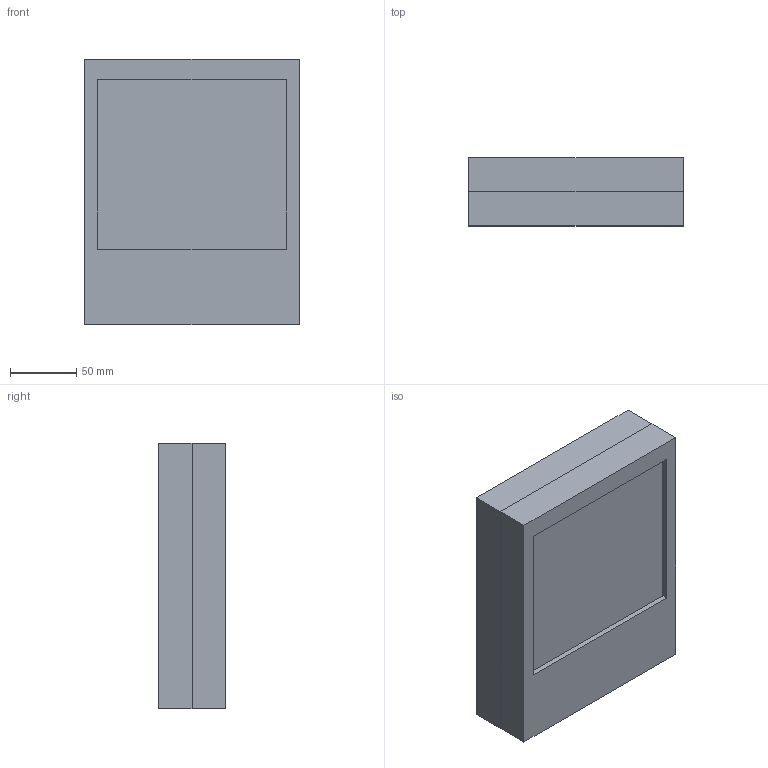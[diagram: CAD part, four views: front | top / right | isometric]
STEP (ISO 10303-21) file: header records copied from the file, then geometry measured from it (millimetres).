
FILE_DESCRIPTION( ( '' ), ' ' );
FILE_NAME( '5b626b9ea42f7c0edbedf2d7.step', '2018-08-02T02:25:35', ( '' ), ( '' ), ' ', ' ', ' ' );
FILE_SCHEMA( ( 'AUTOMOTIVE_DESIGN { 1 0 10303 214 1 1 1 1 }' ) );
Length unit declared in the file: metre
Products named in the file (5): rear-cover; cover; case; carbon filter; fan
Bounding box: 162 x 51 x 200 mm (x, y, z)
Volume: 1166167.5 mm3; surface area: 303649.7 mm2
Topology: 5 solids, 5 shells, 81 faces, 204 edges, 136 vertices
Faces by surface type: plane 73, cylinder 8
Entity records: 3118 total; most frequent: CARTESIAN_POINT 426, ORIENTED_EDGE 408, DIRECTION 392, EDGE_CURVE 204, LINE 188, VECTOR 188, VERTEX_POINT 136, AXIS2_PLACEMENT_3D 102
